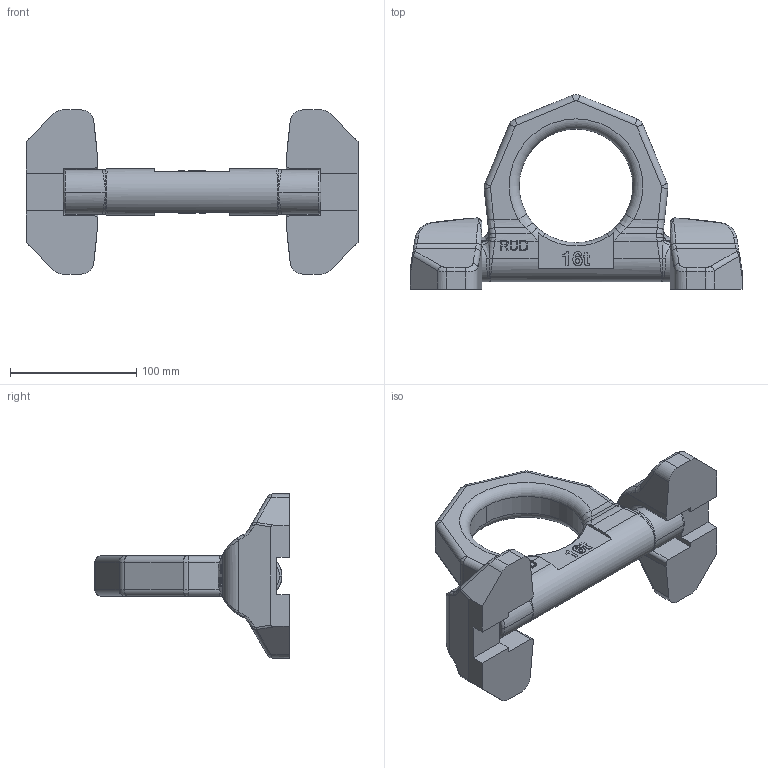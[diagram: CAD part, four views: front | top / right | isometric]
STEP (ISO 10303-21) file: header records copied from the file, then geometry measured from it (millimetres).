
FILE_DESCRIPTION((''),'2;1');
FILE_NAME('001-M31835-P-10_ASM','2019-02-01T',('anja.joas'),(''),'PRO/ENGINEER BY PARAMETRIC TECHNOLOGY CORPORATION, 2011490','PRO/ENGINEER BY PARAMETRIC TECHNOLOGY CORPORATION, 2011490','');
FILE_SCHEMA(('CONFIG_CONTROL_DESIGN'));
Length unit declared in the file: millimetre
Products named in the file (3): 001-M31835-P1; 001-M35243-P-1; 001-M31835-P-10_ASM
Assembly tree (3 placements, depth 2):
  001-M31835-P-10_ASM
    001-M31835-P1  x2
    001-M35243-P-1
Bounding box: 263 x 154.32 x 130 mm (x, y, z)
Volume: 848218.8 mm3; surface area: 104998.7 mm2
Topology: 3 solids, 3 shells, 1026 faces, 2808 edges, 1820 vertices
Faces by surface type: plane 733, bspline 118, cylinder 105, extrusion 60, torus 10
Entity records: 26670 total; most frequent: CARTESIAN_POINT 8857, ORIENTED_EDGE 4004, DIRECTION 3147, EDGE_CURVE 2002, VECTOR 1525, LINE 1465, VERTEX_POINT 1294, AXIS2_PLACEMENT_3D 811
